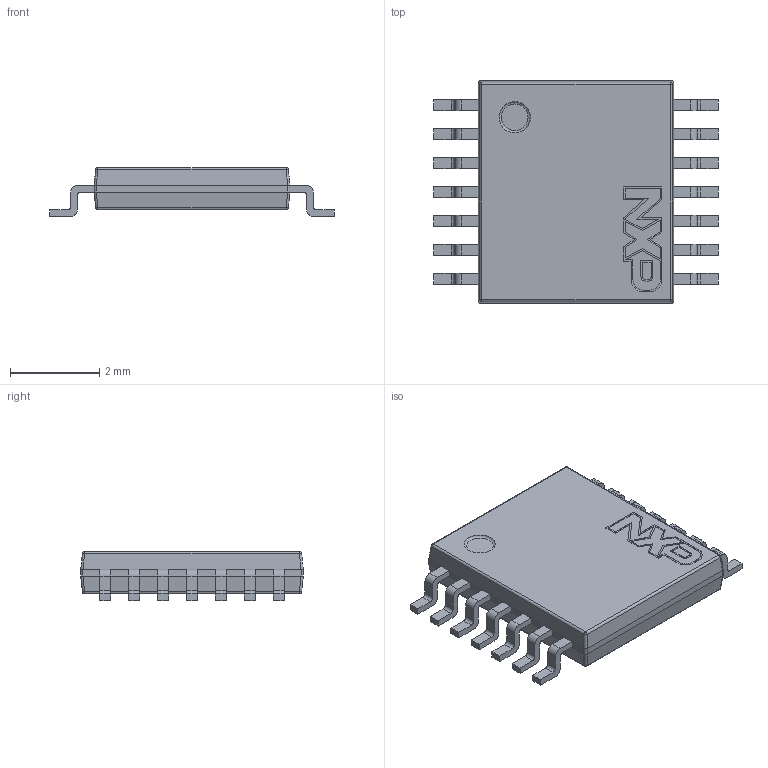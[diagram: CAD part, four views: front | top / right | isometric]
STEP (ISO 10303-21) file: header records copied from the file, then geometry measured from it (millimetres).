
FILE_DESCRIPTION(/* description */ (''),/* implementation_level */ '2;1');
FILE_NAME(/* name */ 'NXP PCF2123TS1,118 - 14 TSSOP.stp',/* time_stamp */ '2019-10-24T21:56:18-04:00',/* author */ ('Ricardo'),/* organization */ (''),/* preprocessor_version */ 'ST-DEVELOPER v18',/* originating_system */ 'Autodesk Inventor 2020',/* authorisation */ '');
FILE_SCHEMA (('AUTOMOTIVE_DESIGN { 1 0 10303 214 3 1 1 }'));
Length unit declared in the file: millimetre
Products named in the file (4): NXP PCA9615DPJ - 10 TSSOP; body; terminals; logo
Assembly tree (3 placements, depth 2):
  NXP PCA9615DPJ - 10 TSSOP
    body
    terminals
    logo
Bounding box: 6.4 x 5 x 1.1 mm (x, y, z)
Volume: 22 mm3; surface area: 92.9 mm2
Topology: 17 solids, 17 shells, 307 faces, 792 edges, 520 vertices
Faces by surface type: plane 214, cylinder 84, sphere 8, torus 1
Entity records: 9449 total; most frequent: CARTESIAN_POINT 1626, ORIENTED_EDGE 1584, DIRECTION 1583, EDGE_CURVE 792, LINE 629, VECTOR 629, VERTEX_POINT 520, AXIS2_PLACEMENT_3D 477
